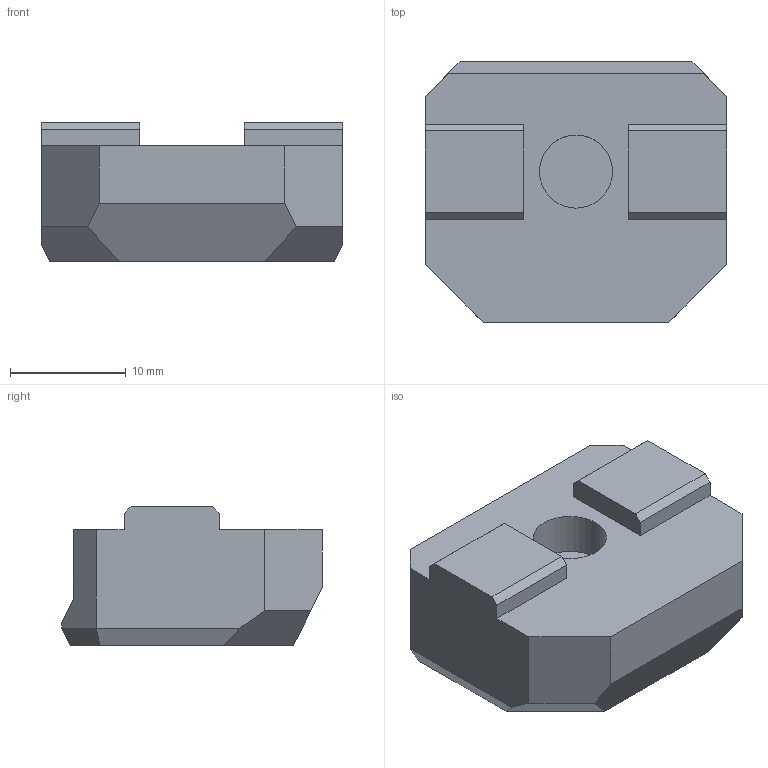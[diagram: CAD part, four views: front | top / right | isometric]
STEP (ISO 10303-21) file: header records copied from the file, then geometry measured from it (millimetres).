
FILE_DESCRIPTION(/* description */ (''),/* implementation_level */ '2;1');
FILE_NAME(/* name */ '3030_panel_mount_horizontal.step',/* time_stamp */ '2022-08-24T14:31:11+01:00',/* author */ (''),/* organization */ (''),/* preprocessor_version */ 'ST-DEVELOPER v19',/* originating_system */ 'Autodesk Translation Framework v11.7.0.108',/* authorisation */ '');
FILE_SCHEMA (('AUTOMOTIVE_DESIGN { 1 0 10303 214 3 1 1 }'));
Length unit declared in the file: millimetre
Products named in the file (1): 3030_panel_mount_horizontal
Bounding box: 26 x 22.5 x 12 mm (x, y, z)
Volume: 4746.8 mm3; surface area: 2244.8 mm2
Topology: 1 solids, 1 shells, 37 faces, 94 edges, 61 vertices
Faces by surface type: plane 34, cylinder 2, cone 1
Full cylindrical faces by diameter (mm): 6.3 x1, 11 x1
Entity records: 1133 total; most frequent: CARTESIAN_POINT 193, ORIENTED_EDGE 188, DIRECTION 175, EDGE_CURVE 94, LINE 89, VECTOR 89, VERTEX_POINT 61, AXIS2_PLACEMENT_3D 43
